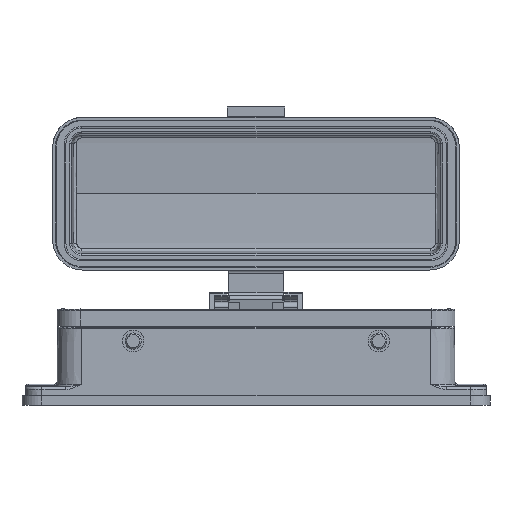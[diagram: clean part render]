
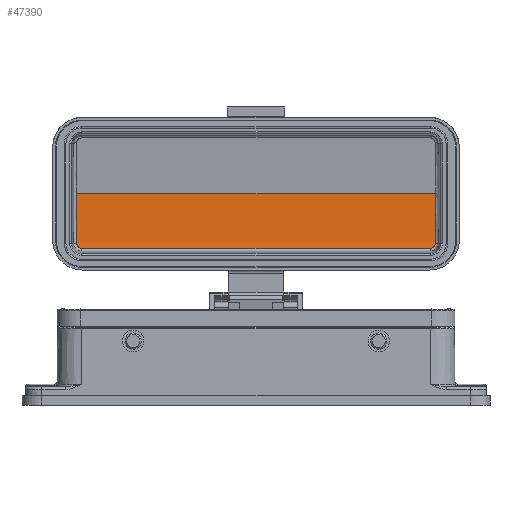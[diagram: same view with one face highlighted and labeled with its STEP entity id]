
A CAD part, front view. The second image highlights one B-rep face of the part: STEP entity #47390.
In plain terms, the highlighted cylindrical face has radius 123.695 mm (diameter 247.389 mm), a partial arc.
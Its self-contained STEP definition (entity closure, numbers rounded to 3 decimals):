
#7156 = B_SPLINE_CURVE_WITH_KNOTS ( 'NONE', 3,
 ( #40870, #40880, #40881, #40882, #40883, #40884, #40885, #40886, #40887, #40888 ),
 .UNSPECIFIED., .F., .F.,
 ( 4, 2, 2, 2, 4 ),
 ( 0., 0.25, 0.5, 0.75, 1. ),
 .UNSPECIFIED. ) ;
#7159 = B_SPLINE_CURVE_WITH_KNOTS ( 'NONE', 3,
 ( #40924, #40925, #40926, #40927, #40928, #40929, #40930, #40931, #40932, #40933, #40934, #40935, #40936, #40937, #40938, #40939, #40940 ),
 .UNSPECIFIED., .F., .F.,
 ( 4, 2, 1, 1, 1, 1, 1, 1, 1, 1, 1, 2, 4 ),
 ( 0.5, 0.5, 0.5, 0.501, 0.502, 0.504, 0.508, 0.516, 0.531, 0.562, 0.625, 0.75, 1. ),
 .UNSPECIFIED. ) ;
#7161 = B_SPLINE_CURVE_WITH_KNOTS ( 'NONE', 3,
 ( #40951, #40955, #40956, #40957 ),
 .UNSPECIFIED., .F., .F.,
 ( 4, 4 ),
 ( 0., 0.5 ),
 .UNSPECIFIED. ) ;
#7174 = B_SPLINE_CURVE_WITH_KNOTS ( 'NONE', 3,
 ( #40941, #40942, #40943, #40944, #40945, #40946, #40947, #40948, #40949, #40950 ),
 .UNSPECIFIED., .F., .F.,
 ( 4, 2, 2, 2, 4 ),
 ( 0., 0.25, 0.5, 0.75, 1. ),
 .UNSPECIFIED. ) ;
#8008 = EDGE_LOOP ( 'NONE', ( #8922, #9013, #9123, #8970, #9063, #8936 ) ) ;
#8922 = ORIENTED_EDGE ( 'NONE', *, *, #11531, .T. ) ;
#8936 = ORIENTED_EDGE ( 'NONE', *, *, #11517, .T. ) ;
#8970 = ORIENTED_EDGE ( 'NONE', *, *, #11529, .T. ) ;
#9013 = ORIENTED_EDGE ( 'NONE', *, *, #11530, .T. ) ;
#9063 = ORIENTED_EDGE ( 'NONE', *, *, #11516, .T. ) ;
#9123 = ORIENTED_EDGE ( 'NONE', *, *, #11528, .T. ) ;
#11516 = EDGE_CURVE ( 'NONE', #34253, #34254, #40877, .T. ) ;
#11517 = EDGE_CURVE ( 'NONE', #34254, #34249, #7156, .T. ) ;
#11528 = EDGE_CURVE ( 'NONE', #34251, #34252, #7159, .T. ) ;
#11529 = EDGE_CURVE ( 'NONE', #34252, #34253, #7174, .T. ) ;
#11530 = EDGE_CURVE ( 'NONE', #34250, #34251, #40952, .T. ) ;
#11531 = EDGE_CURVE ( 'NONE', #34249, #34250, #7161, .T. ) ;
#14190 = VECTOR ( 'NONE', #40879, 1000. ) ;
#31905 = CARTESIAN_POINT ( 'NONE',  ( 53.983, 46.356, 47.264 ) ) ;
#31907 = CARTESIAN_POINT ( 'NONE',  ( 53.935, 47.07, 62.398 ) ) ;
#31909 = CARTESIAN_POINT ( 'NONE',  ( -53.935, 47.07, 62.398 ) ) ;
#31910 = CARTESIAN_POINT ( 'NONE',  ( -53.983, 46.356, 47.264 ) ) ;
#31912 = CARTESIAN_POINT ( 'NONE',  ( -52.5, 46.183, 45.755 ) ) ;
#31914 = CARTESIAN_POINT ( 'NONE',  ( 52.5, 46.183, 45.755 ) ) ;
#34249 = VERTEX_POINT ( 'NONE', #31905 ) ;
#34250 = VERTEX_POINT ( 'NONE', #31907 ) ;
#34251 = VERTEX_POINT ( 'NONE', #31909 ) ;
#34252 = VERTEX_POINT ( 'NONE', #31910 ) ;
#34253 = VERTEX_POINT ( 'NONE', #31912 ) ;
#34254 = VERTEX_POINT ( 'NONE', #31914 ) ;
#36987 = CARTESIAN_POINT ( 'NONE',  ( -61.25, -76.612, 60.644 ) ) ;
#36989 = DIRECTION ( 'NONE',  ( -1., 0., 0. ) ) ;
#36991 = DIRECTION ( 'NONE',  ( 0., 1., 0.014 ) ) ;
#38600 = VECTOR ( 'NONE', #40954, 1000. ) ;
#40870 = CARTESIAN_POINT ( 'NONE',  ( 52.5, 46.183, 45.755 ) ) ;
#40877 = LINE ( 'NONE', #40878, #14190 ) ;
#40878 = CARTESIAN_POINT ( 'NONE',  ( -52.743, 46.183, 45.755 ) ) ;
#40879 = DIRECTION ( 'NONE',  ( 1., 0., 0. ) ) ;
#40880 = CARTESIAN_POINT ( 'NONE',  ( 52.697, 46.183, 45.756 ) ) ;
#40881 = CARTESIAN_POINT ( 'NONE',  ( 52.884, 46.188, 45.793 ) ) ;
#40882 = CARTESIAN_POINT ( 'NONE',  ( 53.251, 46.206, 45.946 ) ) ;
#40883 = CARTESIAN_POINT ( 'NONE',  ( 53.412, 46.219, 46.055 ) ) ;
#40884 = CARTESIAN_POINT ( 'NONE',  ( 53.692, 46.252, 46.339 ) ) ;
#40885 = CARTESIAN_POINT ( 'NONE',  ( 53.8, 46.272, 46.505 ) ) ;
#40886 = CARTESIAN_POINT ( 'NONE',  ( 53.948, 46.314, 46.874 ) ) ;
#40887 = CARTESIAN_POINT ( 'NONE',  ( 53.985, 46.335, 47.065 ) ) ;
#40888 = CARTESIAN_POINT ( 'NONE',  ( 53.983, 46.356, 47.264 ) ) ;
#40924 = CARTESIAN_POINT ( 'NONE',  ( -53.935, 47.07, 62.398 ) ) ;
#40925 = CARTESIAN_POINT ( 'NONE',  ( -53.935, 47.07, 62.397 ) ) ;
#40926 = CARTESIAN_POINT ( 'NONE',  ( -53.935, 47.07, 62.393 ) ) ;
#40927 = CARTESIAN_POINT ( 'NONE',  ( -53.935, 47.07, 62.388 ) ) ;
#40928 = CARTESIAN_POINT ( 'NONE',  ( -53.935, 47.07, 62.38 ) ) ;
#40929 = CARTESIAN_POINT ( 'NONE',  ( -53.935, 47.07, 62.363 ) ) ;
#40930 = CARTESIAN_POINT ( 'NONE',  ( -53.935, 47.071, 62.329 ) ) ;
#40931 = CARTESIAN_POINT ( 'NONE',  ( -53.935, 47.072, 62.26 ) ) ;
#40932 = CARTESIAN_POINT ( 'NONE',  ( -53.935, 47.074, 62.122 ) ) ;
#40933 = CARTESIAN_POINT ( 'NONE',  ( -53.935, 47.077, 61.846 ) ) ;
#40934 = CARTESIAN_POINT ( 'NONE',  ( -53.935, 47.081, 61.294 ) ) ;
#40935 = CARTESIAN_POINT ( 'NONE',  ( -53.936, 47.084, 60.189 ) ) ;
#40936 = CARTESIAN_POINT ( 'NONE',  ( -53.939, 47.065, 57.98 ) ) ;
#40937 = CARTESIAN_POINT ( 'NONE',  ( -53.943, 47.005, 56.086 ) ) ;
#40938 = CARTESIAN_POINT ( 'NONE',  ( -53.955, 46.826, 52.301 ) ) ;
#40939 = CARTESIAN_POINT ( 'NONE',  ( -53.967, 46.63, 49.779 ) ) ;
#40940 = CARTESIAN_POINT ( 'NONE',  ( -53.983, 46.356, 47.264 ) ) ;
#40941 = CARTESIAN_POINT ( 'NONE',  ( -53.983, 46.356, 47.264 ) ) ;
#40942 = CARTESIAN_POINT ( 'NONE',  ( -53.985, 46.335, 47.065 ) ) ;
#40943 = CARTESIAN_POINT ( 'NONE',  ( -53.949, 46.314, 46.875 ) ) ;
#40944 = CARTESIAN_POINT ( 'NONE',  ( -53.799, 46.271, 46.503 ) ) ;
#40945 = CARTESIAN_POINT ( 'NONE',  ( -53.691, 46.252, 46.339 ) ) ;
#40946 = CARTESIAN_POINT ( 'NONE',  ( -53.412, 46.219, 46.055 ) ) ;
#40947 = CARTESIAN_POINT ( 'NONE',  ( -53.249, 46.206, 45.945 ) ) ;
#40948 = CARTESIAN_POINT ( 'NONE',  ( -52.886, 46.188, 45.794 ) ) ;
#40949 = CARTESIAN_POINT ( 'NONE',  ( -52.697, 46.183, 45.756 ) ) ;
#40950 = CARTESIAN_POINT ( 'NONE',  ( -52.5, 46.183, 45.755 ) ) ;
#40951 = CARTESIAN_POINT ( 'NONE',  ( 53.983, 46.356, 47.264 ) ) ;
#40952 = LINE ( 'NONE', #40953, #38600 ) ;
#40953 = CARTESIAN_POINT ( 'NONE',  ( -61.25, 47.07, 62.398 ) ) ;
#40954 = DIRECTION ( 'NONE',  ( -1., 0., 0. ) ) ;
#40955 = CARTESIAN_POINT ( 'NONE',  ( 53.951, 46.904, 52.294 ) ) ;
#40956 = CARTESIAN_POINT ( 'NONE',  ( 53.935, 47.141, 57.351 ) ) ;
#40957 = CARTESIAN_POINT ( 'NONE',  ( 53.935, 47.07, 62.398 ) ) ;
#42076 = FACE_OUTER_BOUND ( 'NONE', #8008, .T. ) ;
#42080 = AXIS2_PLACEMENT_3D ( 'NONE', #36987, #36989, #36991 ) ;
#42081 = CYLINDRICAL_SURFACE ( 'NONE', #42080, 123.695 ) ;
#47390 = ADVANCED_FACE ( 'NONE', ( #42076 ), #42081, .F. ) ;
